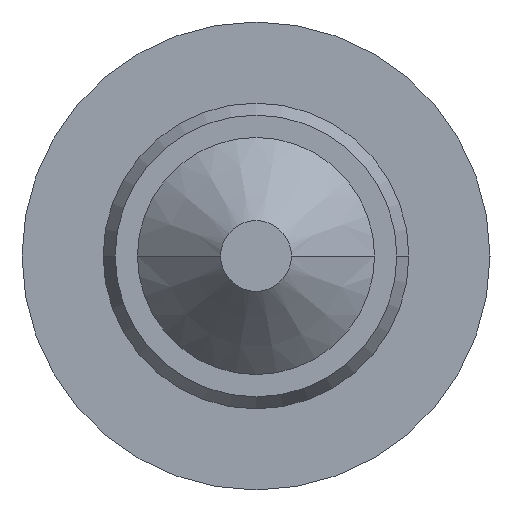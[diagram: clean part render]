
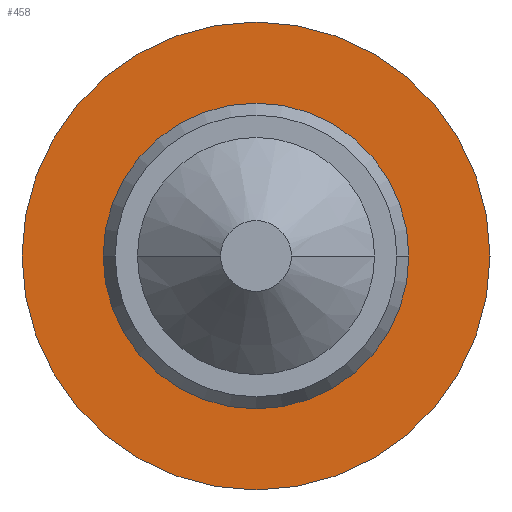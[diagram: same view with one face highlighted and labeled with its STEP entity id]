
A CAD part, left-side view. The second image highlights one B-rep face of the part: STEP entity #458.
In plain terms, the highlighted planar face has unit normal (-1, 0, 0).
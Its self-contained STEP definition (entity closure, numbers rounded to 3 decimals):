
#1=CARTESIAN_POINT('',(-10.,0.,0.));
#2=DIRECTION('',(-1.,0.,0.));
#3=DIRECTION('',(0.,1.,0.));
#4=AXIS2_PLACEMENT_3D('',#1,#2,#3);
#6=CARTESIAN_POINT('',(-10.,0.,0.));
#7=DIRECTION('',(1.,0.,0.));
#8=DIRECTION('',(0.,1.,0.));
#9=AXIS2_PLACEMENT_3D('',#6,#7,#8);
#204=CARTESIAN_POINT('',(-10.,0.,0.));
#205=DIRECTION('',(1.,0.,0.));
#206=DIRECTION('',(0.,1.,0.));
#207=AXIS2_PLACEMENT_3D('',#204,#205,#206);
#226=CARTESIAN_POINT('',(-10.,0.,0.));
#227=DIRECTION('',(-1.,0.,0.));
#228=DIRECTION('',(0.,1.,0.));
#229=AXIS2_PLACEMENT_3D('',#226,#227,#228);
#364=CARTESIAN_POINT('',(-10.,1.125,0.));
#366=VERTEX_POINT('',#364);
#368=CARTESIAN_POINT('',(-10.,-1.125,0.));
#370=VERTEX_POINT('',#368);
#371=CARTESIAN_POINT('',(-10.,0.625,0.));
#372=CARTESIAN_POINT('',(-10.,-0.625,0.));
#373=VERTEX_POINT('',#371);
#374=VERTEX_POINT('',#372);
#441=CARTESIAN_POINT('',(-10.,0.,0.));
#442=DIRECTION('',(1.,0.,0.));
#443=DIRECTION('',(0.,-1.,0.));
#444=AXIS2_PLACEMENT_3D('',#441,#442,#443);
#445=PLANE('',#444);
#447=ORIENTED_EDGE('',*,*,#446,.F.);
#449=ORIENTED_EDGE('',*,*,#448,.T.);
#450=EDGE_LOOP('',(#447,#449));
#451=FACE_OUTER_BOUND('',#450,.F.);
#453=ORIENTED_EDGE('',*,*,#452,.F.);
#455=ORIENTED_EDGE('',*,*,#454,.T.);
#456=EDGE_LOOP('',(#453,#455));
#457=FACE_BOUND('',#456,.F.);
#458=ADVANCED_FACE('',(#451,#457),#445,.F.);
#5=CIRCLE('',#4,1.125);
#10=CIRCLE('',#9,1.125);
#208=CIRCLE('',#207,0.625);
#230=CIRCLE('',#229,0.625);
#446=EDGE_CURVE('',#366,#370,#5,.T.);
#448=EDGE_CURVE('',#366,#370,#10,.T.);
#452=EDGE_CURVE('',#373,#374,#208,.T.);
#454=EDGE_CURVE('',#373,#374,#230,.T.);
